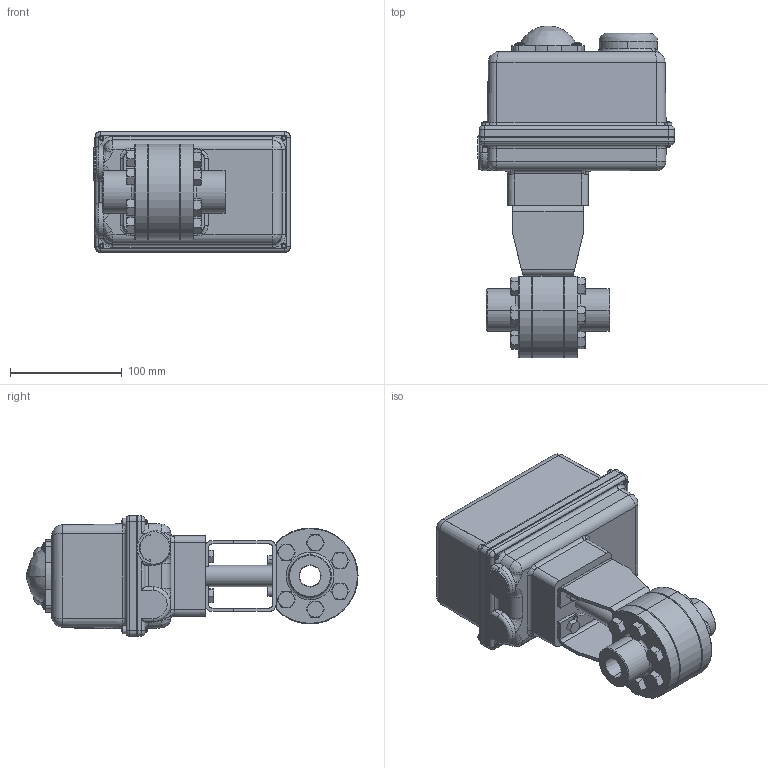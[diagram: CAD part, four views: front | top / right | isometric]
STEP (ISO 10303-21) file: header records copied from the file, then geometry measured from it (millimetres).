
FILE_DESCRIPTION (( 'STEP AP203' ), '1' );
FILE_NAME ('10000F-050-PT_ER-3.STEP', '2017-10-27T17:52:11', ( '' ), ( '' ), 'SwSTEP 2.0', 'SolidWorks 2014', '' );
FILE_SCHEMA (( 'CONFIG_CONTROL_DESIGN' ));
Products named in the file (1): 10000F-050-PT_ER-3
Bounding box: 176.31 x 297.45 x 108.29 mm (x, y, z)
Surface area: 176566.9 mm2 (no closed solid volume)
Topology: 0 solids, 29 shells, 716 faces, 2326 edges, 1624 vertices
Faces by surface type: plane 293, cone 175, cylinder 158, bspline 86, torus 4
Entity records: 42038 total; most frequent: CARTESIAN_POINT 23766, ORIENTED_EDGE 3851, DIRECTION 3175, EDGE_CURVE 2314, VERTEX_POINT 1624, AXIS2_PLACEMENT_3D 1159, LINE 857, VECTOR 857
